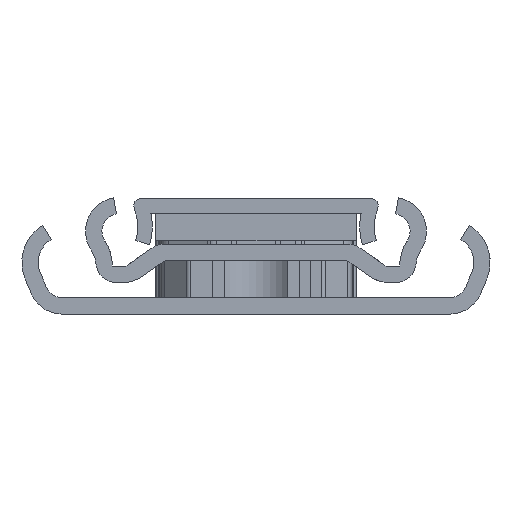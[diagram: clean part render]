
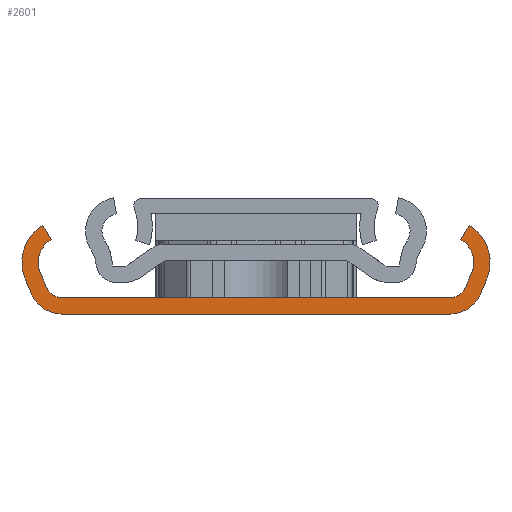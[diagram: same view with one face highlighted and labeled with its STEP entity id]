
A CAD part, left-side view. The second image highlights one B-rep face of the part: STEP entity #2601.
In plain terms, the highlighted planar face has unit normal (-1, 0, 0).
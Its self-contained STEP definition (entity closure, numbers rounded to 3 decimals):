
#153 = VERTEX_POINT ( 'NONE', #6525 ) ;
#194 = EDGE_CURVE ( 'NONE', #571, #7826, #4073, .T. ) ;
#334 = FACE_OUTER_BOUND ( 'NONE', #6390, .T. ) ;
#345 = LINE ( 'NONE', #5970, #1369 ) ;
#561 = CARTESIAN_POINT ( 'NONE',  ( 0., -21., 5.7 ) ) ;
#571 = VERTEX_POINT ( 'NONE', #7799 ) ;
#631 = VERTEX_POINT ( 'NONE', #1251 ) ;
#680 = DIRECTION ( 'NONE',  ( 1., 0., 0. ) ) ;
#771 = ORIENTED_EDGE ( 'NONE', *, *, #5663, .T. ) ;
#903 = CIRCLE ( 'NONE', #3235, 1.9 ) ;
#987 = CARTESIAN_POINT ( 'NONE',  ( 0., -21.3, 1.8 ) ) ;
#993 = VERTEX_POINT ( 'NONE', #7726 ) ;
#1020 = ORIENTED_EDGE ( 'NONE', *, *, #6767, .T. ) ;
#1157 = DIRECTION ( 'NONE',  ( 0., 0., -1. ) ) ;
#1175 = DIRECTION ( 'NONE',  ( 0., 0.516, -0.857 ) ) ;
#1251 = CARTESIAN_POINT ( 'NONE',  ( 0., 22.521, 8.228 ) ) ;
#1256 = EDGE_CURVE ( 'NONE', #6873, #2314, #903, .T. ) ;
#1369 = VECTOR ( 'NONE', #4995, 1000. ) ;
#1389 = CIRCLE ( 'NONE', #3674, 4.75 ) ;
#1494 = VERTEX_POINT ( 'NONE', #1576 ) ;
#1576 = CARTESIAN_POINT ( 'NONE',  ( 0., 23.72, 4.559 ) ) ;
#1604 = CARTESIAN_POINT ( 'NONE',  ( 0., -21.3, 0. ) ) ;
#1662 = CARTESIAN_POINT ( 'NONE',  ( 0., 21.3, 0. ) ) ;
#1708 = VERTEX_POINT ( 'NONE', #5184 ) ;
#1796 = EDGE_CURVE ( 'NONE', #1905, #5730, #345, .T. ) ;
#1905 = VERTEX_POINT ( 'NONE', #1604 ) ;
#2009 = CIRCLE ( 'NONE', #3642, 3.7 ) ;
#2031 = DIRECTION ( 'NONE',  ( 1., 0., 0. ) ) ;
#2058 = VERTEX_POINT ( 'NONE', #7627 ) ;
#2140 = CARTESIAN_POINT ( 'NONE',  ( 0., 21., 5.7 ) ) ;
#2314 = VERTEX_POINT ( 'NONE', #5326 ) ;
#2321 = VERTEX_POINT ( 'NONE', #7464 ) ;
#2443 = VECTOR ( 'NONE', #7638, 1000. ) ;
#2464 = EDGE_CURVE ( 'NONE', #4384, #4127, #2862, .T. ) ;
#2480 = CIRCLE ( 'NONE', #5342, 4.75 ) ;
#2548 = CIRCLE ( 'NONE', #7373, 2.95 ) ;
#2601 = ADVANCED_FACE ( 'NONE', ( #334 ), #4467, .F. ) ;
#2637 = ORIENTED_EDGE ( 'NONE', *, *, #3793, .T. ) ;
#2651 = VECTOR ( 'NONE', #5272, 1000. ) ;
#2685 = CARTESIAN_POINT ( 'NONE',  ( 0., -21.3, 3.7 ) ) ;
#2740 = DIRECTION ( 'NONE',  ( 0., 0., -1. ) ) ;
#2759 = ORIENTED_EDGE ( 'NONE', *, *, #1256, .F. ) ;
#2862 = LINE ( 'NONE', #4321, #4517 ) ;
#2868 = AXIS2_PLACEMENT_3D ( 'NONE', #3200, #7457, #3831 ) ;
#2902 = EDGE_CURVE ( 'NONE', #1708, #2058, #3372, .T. ) ;
#2977 = AXIS2_PLACEMENT_3D ( 'NONE', #4320, #680, #4970 ) ;
#3064 = DIRECTION ( 'NONE',  ( 0., -0.516, -0.857 ) ) ;
#3128 = CARTESIAN_POINT ( 'NONE',  ( 0., 23.72, 4.559 ) ) ;
#3143 = AXIS2_PLACEMENT_3D ( 'NONE', #7475, #2031, #6308 ) ;
#3200 = CARTESIAN_POINT ( 'NONE',  ( 0., 21.3, 3.7 ) ) ;
#3235 = AXIS2_PLACEMENT_3D ( 'NONE', #4669, #4640, #4566 ) ;
#3304 = ORIENTED_EDGE ( 'NONE', *, *, #5359, .F. ) ;
#3322 = DIRECTION ( 'NONE',  ( 0., 0., -1. ) ) ;
#3372 = CIRCLE ( 'NONE', #5077, 2.95 ) ;
#3400 = CARTESIAN_POINT ( 'NONE',  ( 0., 23.052, 2.965 ) ) ;
#3440 = DIRECTION ( 'NONE',  ( 1., 0., 0. ) ) ;
#3471 = DIRECTION ( 'NONE',  ( -1., 0., 0. ) ) ;
#3642 = AXIS2_PLACEMENT_3D ( 'NONE', #2685, #6961, #3322 ) ;
#3645 = CARTESIAN_POINT ( 'NONE',  ( 0., -24.712, 2.269 ) ) ;
#3674 = AXIS2_PLACEMENT_3D ( 'NONE', #7097, #3471, #7695 ) ;
#3784 = ORIENTED_EDGE ( 'NONE', *, *, #2902, .F. ) ;
#3793 = EDGE_CURVE ( 'NONE', #2321, #2058, #4515, .T. ) ;
#3831 = DIRECTION ( 'NONE',  ( 0., 0., -1. ) ) ;
#3934 = ORIENTED_EDGE ( 'NONE', *, *, #7790, .T. ) ;
#3982 = CARTESIAN_POINT ( 'NONE',  ( 0., 24.712, 2.269 ) ) ;
#4010 = CARTESIAN_POINT ( 'NONE',  ( 0., -23.72, 4.559 ) ) ;
#4073 = LINE ( 'NONE', #5279, #2443 ) ;
#4127 = VERTEX_POINT ( 'NONE', #3982 ) ;
#4320 = CARTESIAN_POINT ( 'NONE',  ( 0., 21.3, 3.7 ) ) ;
#4321 = CARTESIAN_POINT ( 'NONE',  ( 0., 25.38, 3.863 ) ) ;
#4367 = DIRECTION ( 'NONE',  ( 0., -0.387, -0.922 ) ) ;
#4384 = VERTEX_POINT ( 'NONE', #5485 ) ;
#4467 = PLANE ( 'NONE',  #3143 ) ;
#4515 = LINE ( 'NONE', #7241, #7711 ) ;
#4517 = VECTOR ( 'NONE', #4971, 1000. ) ;
#4540 = ORIENTED_EDGE ( 'NONE', *, *, #7360, .T. ) ;
#4566 = DIRECTION ( 'NONE',  ( 0., 0., -1. ) ) ;
#4631 = ORIENTED_EDGE ( 'NONE', *, *, #194, .F. ) ;
#4640 = DIRECTION ( 'NONE',  ( -1., 0., 0. ) ) ;
#4669 = CARTESIAN_POINT ( 'NONE',  ( 0., -21.3, 3.7 ) ) ;
#4755 = EDGE_CURVE ( 'NONE', #4384, #153, #2480, .T. ) ;
#4844 = DIRECTION ( 'NONE',  ( -1., 0., 0. ) ) ;
#4970 = DIRECTION ( 'NONE',  ( 0., 0., -1. ) ) ;
#4971 = DIRECTION ( 'NONE',  ( 0., -0.387, -0.922 ) ) ;
#4995 = DIRECTION ( 'NONE',  ( 0., 1., 0. ) ) ;
#5053 = EDGE_CURVE ( 'NONE', #153, #631, #6690, .T. ) ;
#5077 = AXIS2_PLACEMENT_3D ( 'NONE', #561, #4844, #1157 ) ;
#5093 = VECTOR ( 'NONE', #3064, 1000. ) ;
#5171 = CIRCLE ( 'NONE', #2868, 3.7 ) ;
#5184 = CARTESIAN_POINT ( 'NONE',  ( 0., -23.72, 4.559 ) ) ;
#5272 = DIRECTION ( 'NONE',  ( 0., 0.387, -0.922 ) ) ;
#5279 = CARTESIAN_POINT ( 'NONE',  ( 0., -25.38, 3.863 ) ) ;
#5326 = CARTESIAN_POINT ( 'NONE',  ( 0., -23.052, 2.965 ) ) ;
#5342 = AXIS2_PLACEMENT_3D ( 'NONE', #7065, #3440, #7664 ) ;
#5359 = EDGE_CURVE ( 'NONE', #1494, #5649, #7607, .T. ) ;
#5413 = ORIENTED_EDGE ( 'NONE', *, *, #2464, .T. ) ;
#5485 = CARTESIAN_POINT ( 'NONE',  ( 0., 25.38, 3.863 ) ) ;
#5535 = CARTESIAN_POINT ( 'NONE',  ( 0., 23.449, 9.77 ) ) ;
#5556 = EDGE_CURVE ( 'NONE', #1905, #7826, #2009, .T. ) ;
#5649 = VERTEX_POINT ( 'NONE', #3400 ) ;
#5663 = EDGE_CURVE ( 'NONE', #1708, #2314, #5753, .T. ) ;
#5730 = VERTEX_POINT ( 'NONE', #1662 ) ;
#5742 = ORIENTED_EDGE ( 'NONE', *, *, #7084, .T. ) ;
#5753 = LINE ( 'NONE', #4010, #2651 ) ;
#5781 = CARTESIAN_POINT ( 'NONE',  ( 0., 0., 1.8 ) ) ;
#5935 = ORIENTED_EDGE ( 'NONE', *, *, #6609, .F. ) ;
#5970 = CARTESIAN_POINT ( 'NONE',  ( 0., 0., 0. ) ) ;
#6030 = VECTOR ( 'NONE', #4367, 1000. ) ;
#6058 = ORIENTED_EDGE ( 'NONE', *, *, #5556, .T. ) ;
#6308 = DIRECTION ( 'NONE',  ( 0., 0., -1. ) ) ;
#6371 = CIRCLE ( 'NONE', #2977, 1.9 ) ;
#6377 = DIRECTION ( 'NONE',  ( 0., 1., 0. ) ) ;
#6390 = EDGE_LOOP ( 'NONE', ( #7268, #5413, #5935, #6851, #6058, #4631, #4540, #2637, #3784, #771, #2759, #3934, #5742, #3304, #1020, #6950 ) ) ;
#6417 = DIRECTION ( 'NONE',  ( 1., 0., 0. ) ) ;
#6525 = CARTESIAN_POINT ( 'NONE',  ( 0., 23.449, 9.77 ) ) ;
#6609 = EDGE_CURVE ( 'NONE', #5730, #4127, #5171, .T. ) ;
#6690 = LINE ( 'NONE', #5535, #5093 ) ;
#6767 = EDGE_CURVE ( 'NONE', #1494, #631, #2548, .T. ) ;
#6851 = ORIENTED_EDGE ( 'NONE', *, *, #1796, .F. ) ;
#6873 = VERTEX_POINT ( 'NONE', #987 ) ;
#6950 = ORIENTED_EDGE ( 'NONE', *, *, #5053, .F. ) ;
#6961 = DIRECTION ( 'NONE',  ( -1., 0., 0. ) ) ;
#7065 = CARTESIAN_POINT ( 'NONE',  ( 0., 21., 5.7 ) ) ;
#7084 = EDGE_CURVE ( 'NONE', #993, #5649, #6371, .T. ) ;
#7097 = CARTESIAN_POINT ( 'NONE',  ( 0., -21., 5.7 ) ) ;
#7241 = CARTESIAN_POINT ( 'NONE',  ( 0., -23.449, 9.77 ) ) ;
#7268 = ORIENTED_EDGE ( 'NONE', *, *, #4755, .F. ) ;
#7360 = EDGE_CURVE ( 'NONE', #571, #2321, #1389, .T. ) ;
#7373 = AXIS2_PLACEMENT_3D ( 'NONE', #2140, #6417, #2740 ) ;
#7457 = DIRECTION ( 'NONE',  ( 1., 0., 0. ) ) ;
#7464 = CARTESIAN_POINT ( 'NONE',  ( 0., -23.449, 9.77 ) ) ;
#7475 = CARTESIAN_POINT ( 'NONE',  ( 0., 21., 5.7 ) ) ;
#7479 = VECTOR ( 'NONE', #6377, 1000. ) ;
#7607 = LINE ( 'NONE', #3128, #6030 ) ;
#7627 = CARTESIAN_POINT ( 'NONE',  ( 0., -22.521, 8.228 ) ) ;
#7638 = DIRECTION ( 'NONE',  ( 0., 0.387, -0.922 ) ) ;
#7651 = LINE ( 'NONE', #5781, #7479 ) ;
#7664 = DIRECTION ( 'NONE',  ( 0., 0., -1. ) ) ;
#7695 = DIRECTION ( 'NONE',  ( 0., 0., -1. ) ) ;
#7711 = VECTOR ( 'NONE', #1175, 1000. ) ;
#7726 = CARTESIAN_POINT ( 'NONE',  ( 0., 21.3, 1.8 ) ) ;
#7790 = EDGE_CURVE ( 'NONE', #6873, #993, #7651, .T. ) ;
#7799 = CARTESIAN_POINT ( 'NONE',  ( 0., -25.38, 3.863 ) ) ;
#7826 = VERTEX_POINT ( 'NONE', #3645 ) ;
